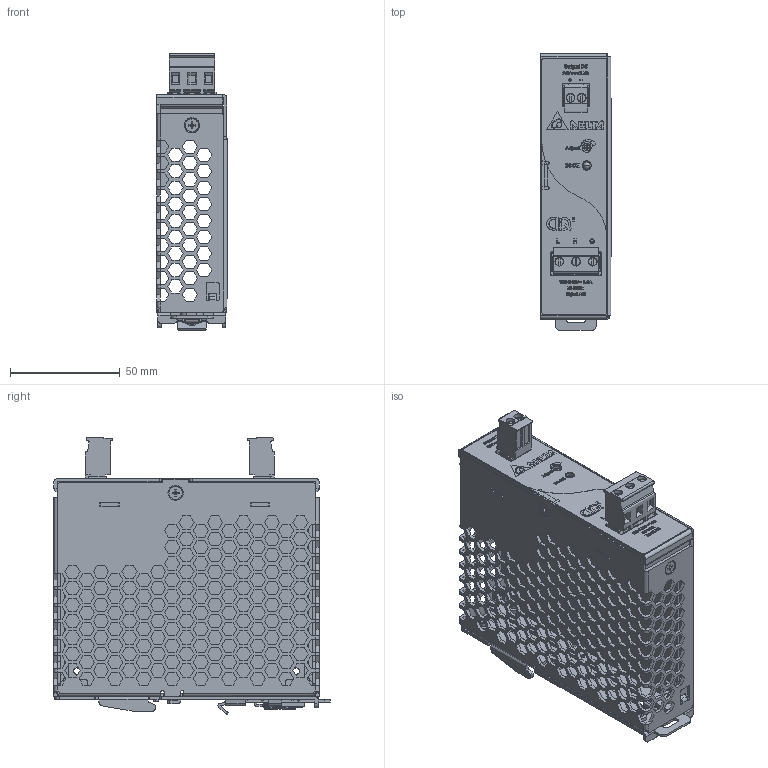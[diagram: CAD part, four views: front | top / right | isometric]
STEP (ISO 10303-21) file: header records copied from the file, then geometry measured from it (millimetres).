
FILE_DESCRIPTION (( 'STEP AP214' ), '1' );
FILE_NAME ('PSB24-060S.STEP', '2015-10-29T13:47:18', ( '' ), ( '' ), 'SwSTEP 2.0', 'SolidWorks 2014', '' );
FILE_SCHEMA (( 'AUTOMOTIVE_DESIGN' ));
Length unit declared in the file: inch
Products named in the file (27): ASSY_LATCH_31X120_ASM; 346202620000; 346008810000; 331067900101; 3202315200_2; 3103000601; 3268209100_2; ASSY_PWB_MAIN_ASM_1; 326353310304; EE_VR-ADJ; 330305900000; ASSY_LED350_ASM_1; 330305910000_ASM; EE_LED350_1; 330305910000_A_STUD; 3122016400_LED-HOLDER; 330305910000; ASSY_DCT-1097_ASM; 3051626946; PSB24-060S; 3070487646; 3050252046_1; 3071616046_1; 2968109703_DCT-1097_ASM; 2968109703_DCT-1097; 2958041402_ASM; 2958041402_PWB_MAIN
Assembly tree (35 placements, depth 5):
  PSB24-060S
    330305910000_ASM
      330305910000
      330305910000_A_STUD  x4
    330305900000
    326353310304
    3268209100_2
    3202315200_2
    ASSY_LATCH_31X120_ASM
      331067900101
      346008810000
      346202620000
    ASSY_PWB_MAIN_ASM_1
      2958041402_ASM
        2958041402_PWB_MAIN
      ASSY_DCT-1097_ASM
        2968109703_DCT-1097_ASM
          2968109703_DCT-1097
        3071616046_1
        3050252046_1
        3070487646
        3051626946
      ASSY_LED350_ASM_1
        3122016400_LED-HOLDER
        EE_LED350_1
      EE_VR-ADJ
    3103000601  x7
Bounding box: 32.1 x 126 x 126.24 mm (x, y, z)
Volume: 80113.6 mm3; surface area: 128676.3 mm2
Topology: 29 solids, 29 shells, 4511 faces, 12494 edges, 8145 vertices
Faces by surface type: plane 3184, bspline 676, cylinder 535, cone 89, torus 25, sphere 2
Entity records: 148839 total; most frequent: CARTESIAN_POINT 39916, ORIENTED_EDGE 23548, DIRECTION 18611, EDGE_CURVE 11774, VECTOR 9363, LINE 9363, VERTEX_POINT 7767, EDGE_LOOP 4831
